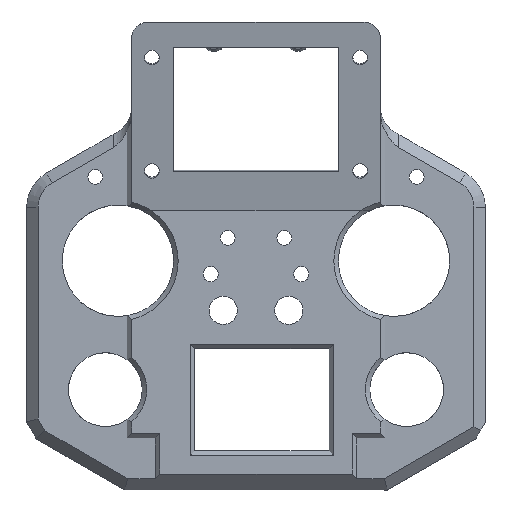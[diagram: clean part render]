
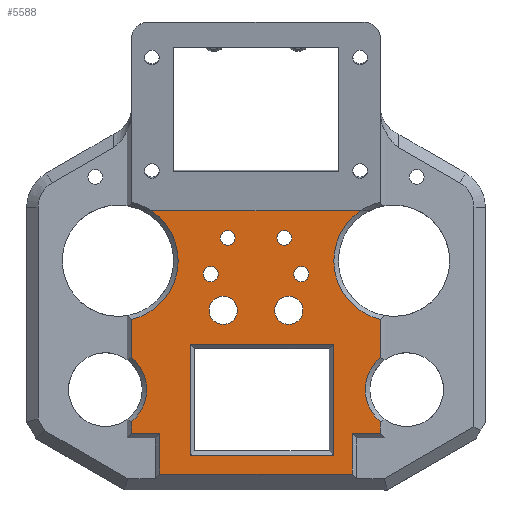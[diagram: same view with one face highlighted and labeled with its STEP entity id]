
A CAD part, top view. The second image highlights one B-rep face of the part: STEP entity #5588.
In plain terms, the highlighted planar face has unit normal (0, 0, 1).
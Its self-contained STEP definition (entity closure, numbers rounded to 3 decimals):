
#249=FACE_BOUND('',#1018,.T.);
#250=FACE_BOUND('',#1019,.T.);
#251=FACE_BOUND('',#1020,.T.);
#252=FACE_BOUND('',#1021,.T.);
#253=FACE_BOUND('',#1022,.T.);
#254=FACE_BOUND('',#1023,.T.);
#255=FACE_BOUND('',#1024,.T.);
#370=PLANE('',#6151);
#643=FACE_OUTER_BOUND('',#1017,.T.);
#1017=EDGE_LOOP('',(#4669,#4670,#4671,#4672,#4673,#4674,#4675,#4676,#4677,
#4678,#4679,#4680,#4681,#4682));
#1018=EDGE_LOOP('',(#4683));
#1019=EDGE_LOOP('',(#4684));
#1020=EDGE_LOOP('',(#4685));
#1021=EDGE_LOOP('',(#4686));
#1022=EDGE_LOOP('',(#4687));
#1023=EDGE_LOOP('',(#4688));
#1024=EDGE_LOOP('',(#4689,#4690,#4691,#4692));
#1485=LINE('',#9534,#1970);
#1492=LINE('',#9678,#1977);
#1493=LINE('',#9681,#1978);
#1494=LINE('',#9685,#1979);
#1495=LINE('',#9687,#1980);
#1496=LINE('',#9689,#1981);
#1497=LINE('',#9691,#1982);
#1498=LINE('',#9693,#1983);
#1499=LINE('',#9695,#1984);
#1500=LINE('',#9696,#1985);
#1501=LINE('',#9699,#1986);
#1502=LINE('',#9701,#1987);
#1503=LINE('',#9703,#1988);
#1504=LINE('',#9704,#1989);
#1970=VECTOR('',#7474,10.);
#1977=VECTOR('',#7513,10.);
#1978=VECTOR('',#7516,10.);
#1979=VECTOR('',#7519,10.);
#1980=VECTOR('',#7520,10.);
#1981=VECTOR('',#7521,10.);
#1982=VECTOR('',#7522,10.);
#1983=VECTOR('',#7523,10.);
#1984=VECTOR('',#7524,10.);
#1985=VECTOR('',#7525,10.);
#1986=VECTOR('',#7526,10.);
#1987=VECTOR('',#7527,10.);
#1988=VECTOR('',#7528,10.);
#1989=VECTOR('',#7529,10.);
#2135=CIRCLE('',#5728,3.375);
#2137=CIRCLE('',#5731,3.375);
#2161=CIRCLE('',#5787,6.25);
#2165=CIRCLE('',#5793,6.25);
#2205=CIRCLE('',#5979,3.25);
#2207=CIRCLE('',#5982,3.25);
#2267=CIRCLE('',#6132,18.3);
#2272=CIRCLE('',#6140,26.6);
#2274=CIRCLE('',#6146,26.6);
#2275=CIRCLE('',#6152,18.3);
#2322=VERTEX_POINT('',#8043);
#2324=VERTEX_POINT('',#8049);
#2394=VERTEX_POINT('',#8319);
#2398=VERTEX_POINT('',#8331);
#2562=VERTEX_POINT('',#9073);
#2564=VERTEX_POINT('',#9079);
#2709=VERTEX_POINT('',#9517);
#2710=VERTEX_POINT('',#9521);
#2712=VERTEX_POINT('',#9530);
#2715=VERTEX_POINT('',#9543);
#2723=VERTEX_POINT('',#9609);
#2724=VERTEX_POINT('',#9613);
#2731=VERTEX_POINT('',#9680);
#2732=VERTEX_POINT('',#9682);
#2733=VERTEX_POINT('',#9684);
#2734=VERTEX_POINT('',#9686);
#2735=VERTEX_POINT('',#9688);
#2736=VERTEX_POINT('',#9690);
#2737=VERTEX_POINT('',#9692);
#2738=VERTEX_POINT('',#9694);
#2739=VERTEX_POINT('',#9697);
#2740=VERTEX_POINT('',#9698);
#2741=VERTEX_POINT('',#9700);
#2742=VERTEX_POINT('',#9702);
#2847=EDGE_CURVE('',#2322,#2322,#2135,.T.);
#2850=EDGE_CURVE('',#2324,#2324,#2137,.T.);
#2939=EDGE_CURVE('',#2394,#2394,#2161,.T.);
#2945=EDGE_CURVE('',#2398,#2398,#2165,.T.);
#3188=EDGE_CURVE('',#2562,#2562,#2205,.T.);
#3191=EDGE_CURVE('',#2564,#2564,#2207,.T.);
#3401=EDGE_CURVE('',#2709,#2710,#2267,.T.);
#3406=EDGE_CURVE('',#2709,#2712,#1485,.T.);
#3411=EDGE_CURVE('',#2715,#2712,#2272,.T.);
#3424=EDGE_CURVE('',#2723,#2724,#2274,.T.);
#3435=EDGE_CURVE('',#2715,#2724,#1492,.T.);
#3436=EDGE_CURVE('',#2723,#2731,#1493,.T.);
#3437=EDGE_CURVE('',#2732,#2731,#2275,.T.);
#3438=EDGE_CURVE('',#2732,#2733,#1494,.T.);
#3439=EDGE_CURVE('',#2733,#2734,#1495,.T.);
#3440=EDGE_CURVE('',#2734,#2735,#1496,.T.);
#3441=EDGE_CURVE('',#2735,#2736,#1497,.T.);
#3442=EDGE_CURVE('',#2736,#2737,#1498,.T.);
#3443=EDGE_CURVE('',#2737,#2738,#1499,.T.);
#3444=EDGE_CURVE('',#2738,#2710,#1500,.T.);
#3445=EDGE_CURVE('',#2739,#2740,#1501,.T.);
#3446=EDGE_CURVE('',#2741,#2739,#1502,.T.);
#3447=EDGE_CURVE('',#2742,#2741,#1503,.T.);
#3448=EDGE_CURVE('',#2740,#2742,#1504,.T.);
#4669=ORIENTED_EDGE('',*,*,#3401,.F.);
#4670=ORIENTED_EDGE('',*,*,#3406,.T.);
#4671=ORIENTED_EDGE('',*,*,#3411,.F.);
#4672=ORIENTED_EDGE('',*,*,#3435,.T.);
#4673=ORIENTED_EDGE('',*,*,#3424,.F.);
#4674=ORIENTED_EDGE('',*,*,#3436,.T.);
#4675=ORIENTED_EDGE('',*,*,#3437,.F.);
#4676=ORIENTED_EDGE('',*,*,#3438,.T.);
#4677=ORIENTED_EDGE('',*,*,#3439,.T.);
#4678=ORIENTED_EDGE('',*,*,#3440,.T.);
#4679=ORIENTED_EDGE('',*,*,#3441,.T.);
#4680=ORIENTED_EDGE('',*,*,#3442,.T.);
#4681=ORIENTED_EDGE('',*,*,#3443,.T.);
#4682=ORIENTED_EDGE('',*,*,#3444,.T.);
#4683=ORIENTED_EDGE('',*,*,#2847,.T.);
#4684=ORIENTED_EDGE('',*,*,#2850,.T.);
#4685=ORIENTED_EDGE('',*,*,#2939,.T.);
#4686=ORIENTED_EDGE('',*,*,#2945,.T.);
#4687=ORIENTED_EDGE('',*,*,#3188,.T.);
#4688=ORIENTED_EDGE('',*,*,#3191,.T.);
#4689=ORIENTED_EDGE('',*,*,#3445,.F.);
#4690=ORIENTED_EDGE('',*,*,#3446,.F.);
#4691=ORIENTED_EDGE('',*,*,#3447,.F.);
#4692=ORIENTED_EDGE('',*,*,#3448,.F.);
#5588=ADVANCED_FACE('',(#643,#249,#250,#251,#252,#253,#254,#255),#370,.T.);
#5728=AXIS2_PLACEMENT_3D('',#8044,#6340,#6341);
#5731=AXIS2_PLACEMENT_3D('',#8050,#6347,#6348);
#5787=AXIS2_PLACEMENT_3D('',#8320,#6512,#6513);
#5793=AXIS2_PLACEMENT_3D('',#8332,#6526,#6527);
#5979=AXIS2_PLACEMENT_3D('',#9074,#7035,#7036);
#5982=AXIS2_PLACEMENT_3D('',#9080,#7042,#7043);
#6132=AXIS2_PLACEMENT_3D('',#9522,#7467,#7468);
#6140=AXIS2_PLACEMENT_3D('',#9544,#7486,#7487);
#6146=AXIS2_PLACEMENT_3D('',#9614,#7502,#7503);
#6151=AXIS2_PLACEMENT_3D('',#9679,#7514,#7515);
#6152=AXIS2_PLACEMENT_3D('',#9683,#7517,#7518);
#6340=DIRECTION('center_axis',(0.,0.,-1.));
#6341=DIRECTION('ref_axis',(1.,0.,0.));
#6347=DIRECTION('center_axis',(0.,0.,-1.));
#6348=DIRECTION('ref_axis',(1.,0.,0.));
#6512=DIRECTION('center_axis',(0.,0.,-1.));
#6513=DIRECTION('ref_axis',(-1.,0.,0.));
#6526=DIRECTION('center_axis',(0.,0.,-1.));
#6527=DIRECTION('ref_axis',(1.,0.,0.));
#7035=DIRECTION('center_axis',(0.,0.,-1.));
#7036=DIRECTION('ref_axis',(1.,0.,0.));
#7042=DIRECTION('center_axis',(0.,0.,-1.));
#7043=DIRECTION('ref_axis',(1.,0.,0.));
#7467=DIRECTION('center_axis',(0.,0.,1.));
#7468=DIRECTION('ref_axis',(-1.,0.,0.));
#7474=DIRECTION('',(0.,1.,0.));
#7486=DIRECTION('center_axis',(0.,0.,1.));
#7487=DIRECTION('ref_axis',(-1.,0.,0.));
#7502=DIRECTION('center_axis',(0.,0.,1.));
#7503=DIRECTION('ref_axis',(1.,0.,0.));
#7513=DIRECTION('',(-1.,0.,0.));
#7514=DIRECTION('center_axis',(0.,0.,1.));
#7515=DIRECTION('ref_axis',(1.,0.,0.));
#7516=DIRECTION('',(0.,-1.,0.));
#7517=DIRECTION('center_axis',(0.,0.,1.));
#7518=DIRECTION('ref_axis',(1.,0.,0.));
#7519=DIRECTION('',(0.,-1.,0.));
#7520=DIRECTION('',(1.,0.,0.));
#7521=DIRECTION('',(0.,-1.,0.));
#7522=DIRECTION('',(1.,0.,0.));
#7523=DIRECTION('',(0.,1.,0.));
#7524=DIRECTION('',(1.,0.,0.));
#7525=DIRECTION('',(0.,1.,0.));
#7526=DIRECTION('',(0.,-1.,0.));
#7527=DIRECTION('',(-1.,0.,0.));
#7528=DIRECTION('',(0.,1.,0.));
#7529=DIRECTION('',(1.,0.,0.));
#8043=CARTESIAN_POINT('',(16.625,-8.,43.));
#8044=CARTESIAN_POINT('Origin',(20.,-8.,43.));
#8049=CARTESIAN_POINT('',(-23.375,-8.,43.));
#8050=CARTESIAN_POINT('Origin',(-20.,-8.,43.));
#8319=CARTESIAN_POINT('',(20.75,-24.,43.));
#8320=CARTESIAN_POINT('Origin',(14.5,-24.,43.));
#8331=CARTESIAN_POINT('',(-20.75,-24.,43.));
#8332=CARTESIAN_POINT('Origin',(-14.5,-24.,43.));
#9073=CARTESIAN_POINT('',(9.25,8.,43.));
#9074=CARTESIAN_POINT('Origin',(12.5,8.,43.));
#9079=CARTESIAN_POINT('',(-15.75,8.,43.));
#9080=CARTESIAN_POINT('Origin',(-12.5,8.,43.));
#9517=CARTESIAN_POINT('',(55.,-44.864,43.));
#9521=CARTESIAN_POINT('',(55.,-73.224,43.));
#9522=CARTESIAN_POINT('Origin',(66.568,-59.044,43.));
#9530=CARTESIAN_POINT('',(55.,-28.012,43.));
#9534=CARTESIAN_POINT('',(55.,-39.183,43.));
#9543=CARTESIAN_POINT('',(46.174,20.,43.));
#9544=CARTESIAN_POINT('Origin',(60.986,-2.094,43.));
#9609=CARTESIAN_POINT('',(-55.,-28.012,43.));
#9613=CARTESIAN_POINT('',(-46.174,20.,43.));
#9614=CARTESIAN_POINT('Origin',(-60.986,-2.094,43.));
#9678=CARTESIAN_POINT('',(-25.325,20.,43.));
#9679=CARTESIAN_POINT('Origin',(-50.651,0.,43.));
#9680=CARTESIAN_POINT('',(-55.,-44.864,43.));
#9681=CARTESIAN_POINT('',(-55.,29.183,43.));
#9682=CARTESIAN_POINT('',(-55.,-73.224,43.));
#9683=CARTESIAN_POINT('Origin',(-66.568,-59.044,43.));
#9684=CARTESIAN_POINT('',(-55.,-78.366,43.));
#9685=CARTESIAN_POINT('',(-55.,29.183,43.));
#9686=CARTESIAN_POINT('',(-42.5,-78.366,43.));
#9687=CARTESIAN_POINT('',(-52.825,-78.366,43.));
#9688=CARTESIAN_POINT('',(-42.5,-96.366,43.));
#9689=CARTESIAN_POINT('',(-42.5,-96.366,43.));
#9690=CARTESIAN_POINT('',(42.5,-96.366,43.));
#9691=CARTESIAN_POINT('',(42.5,-96.366,43.));
#9692=CARTESIAN_POINT('',(42.5,-78.366,43.));
#9693=CARTESIAN_POINT('',(42.5,-78.366,43.));
#9694=CARTESIAN_POINT('',(55.,-78.366,43.));
#9695=CARTESIAN_POINT('',(-52.825,-78.366,43.));
#9696=CARTESIAN_POINT('',(55.,-39.183,43.));
#9697=CARTESIAN_POINT('',(-29.114,-38.913,43.));
#9698=CARTESIAN_POINT('',(-29.114,-88.125,43.));
#9699=CARTESIAN_POINT('',(-29.114,-43.062,43.));
#9700=CARTESIAN_POINT('',(34.321,-38.913,43.));
#9701=CARTESIAN_POINT('',(-38.883,-38.913,43.));
#9702=CARTESIAN_POINT('',(34.321,-88.125,43.));
#9703=CARTESIAN_POINT('',(34.321,-20.456,43.));
#9704=CARTESIAN_POINT('',(-9.165,-88.125,43.));
